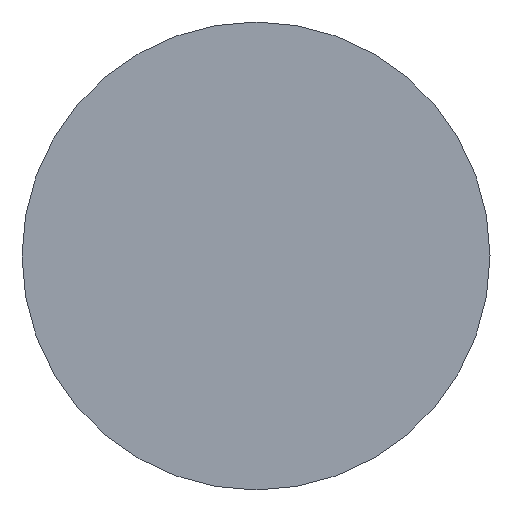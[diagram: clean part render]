
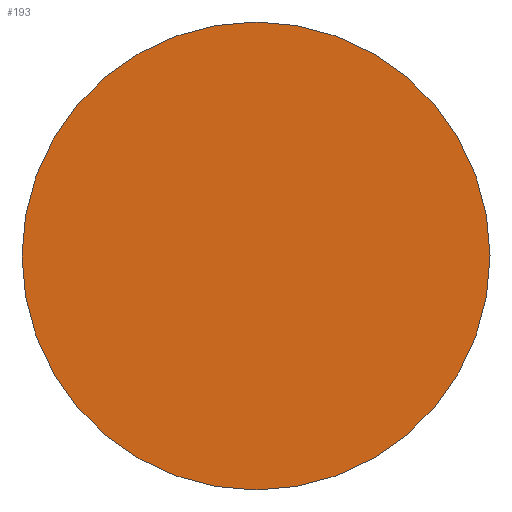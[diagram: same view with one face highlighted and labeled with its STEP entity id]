
A CAD part, front view. The second image highlights one B-rep face of the part: STEP entity #193.
In plain terms, the highlighted planar face has unit normal (0, -1, 0).
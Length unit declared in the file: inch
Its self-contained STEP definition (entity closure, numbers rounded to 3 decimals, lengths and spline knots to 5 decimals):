
#1 = EDGE_CURVE ( 'NONE', #208, #171, #440, .T. ) ;
#5 = DIRECTION ( 'NONE',  ( 0., 0., -1. ) ) ;
#9 = ORIENTED_EDGE ( 'NONE', *, *, #1, .T. ) ;
#17 = AXIS2_PLACEMENT_3D ( 'NONE', #153, #329, #5 ) ;
#26 = FACE_OUTER_BOUND ( 'NONE', #453, .T. ) ;
#153 = CARTESIAN_POINT ( 'NONE',  ( 0., 0., 0. ) ) ;
#171 = VERTEX_POINT ( 'NONE', #340 ) ;
#193 = ADVANCED_FACE ( 'NONE', ( #26 ), #426, .T. ) ;
#208 = VERTEX_POINT ( 'NONE', #389 ) ;
#216 = CARTESIAN_POINT ( 'NONE',  ( 0., 0., 0. ) ) ;
#222 = CARTESIAN_POINT ( 'NONE',  ( 0., 0., 0. ) ) ;
#237 = AXIS2_PLACEMENT_3D ( 'NONE', #216, #250, #297 ) ;
#250 = DIRECTION ( 'NONE',  ( 0., -1., 0. ) ) ;
#261 = EDGE_CURVE ( 'NONE', #171, #208, #363, .T. ) ;
#271 = ORIENTED_EDGE ( 'NONE', *, *, #261, .T. ) ;
#297 = DIRECTION ( 'NONE',  ( 0., 0., -1. ) ) ;
#329 = DIRECTION ( 'NONE',  ( 0., -1., 0. ) ) ;
#340 = CARTESIAN_POINT ( 'NONE',  ( 0., 0., 0.1875 ) ) ;
#363 = CIRCLE ( 'NONE', #449, 0.1875 ) ;
#364 = DIRECTION ( 'NONE',  ( 0., -1., 0. ) ) ;
#389 = CARTESIAN_POINT ( 'NONE',  ( 0., 0., -0.1875 ) ) ;
#406 = DIRECTION ( 'NONE',  ( 0., 0., -1. ) ) ;
#426 = PLANE ( 'NONE',  #237 ) ;
#440 = CIRCLE ( 'NONE', #17, 0.1875 ) ;
#449 = AXIS2_PLACEMENT_3D ( 'NONE', #222, #364, #406 ) ;
#453 = EDGE_LOOP ( 'NONE', ( #9, #271 ) ) ;
